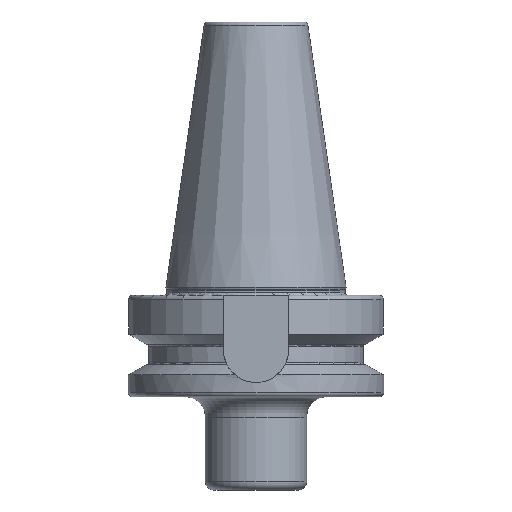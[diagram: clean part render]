
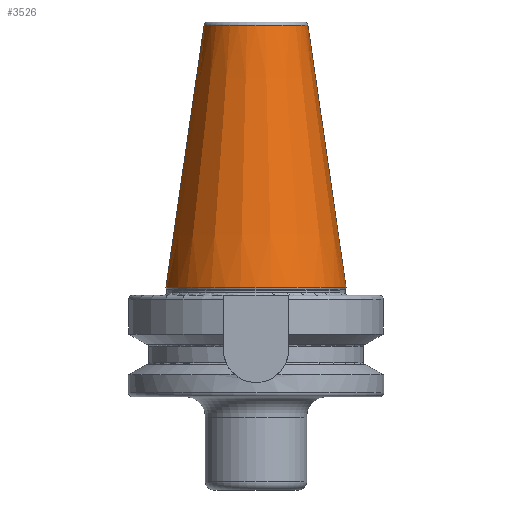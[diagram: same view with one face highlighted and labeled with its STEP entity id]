
A CAD part, left-side view. The second image highlights one B-rep face of the part: STEP entity #3526.
In plain terms, the highlighted conical face has half-angle 8.297 degrees and reference radius 17.519 mm.
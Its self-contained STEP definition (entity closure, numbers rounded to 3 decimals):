
#929=CARTESIAN_POINT('',(0,0,91.544));
#930=DIRECTION('',(0,0,1));
#931=DIRECTION('',(0,1,0));
#932=AXIS2_PLACEMENT_3D('',#929,#930,#931);
#934=DIRECTION('',(0.,0.144,0.99));
#935=VECTOR('',#934,65.227);
#936=CARTESIAN_POINT('',(0,-22.225,27));
#937=LINE('',#936,#935);
#938=CARTESIAN_POINT('',(0,0,27));
#939=DIRECTION('',(0,0,1));
#940=DIRECTION('',(0,1,0));
#941=AXIS2_PLACEMENT_3D('',#938,#939,#940);
#943=DIRECTION('',(0.,-0.144,0.99));
#944=VECTOR('',#943,65.227);
#945=CARTESIAN_POINT('',(0,22.225,27));
#946=LINE('',#945,#944);
#2002=CARTESIAN_POINT('',(0,22.225,27));
#2004=VERTEX_POINT('',#2002);
#2018=CARTESIAN_POINT('',(0,-22.225,27));
#2020=VERTEX_POINT('',#2018);
#2045=CARTESIAN_POINT('',(0,12.812,91.544));
#2046=CARTESIAN_POINT('',(0,-12.812,91.544));
#2047=VERTEX_POINT('',#2045);
#2048=VERTEX_POINT('',#2046);
#3514=CARTESIAN_POINT('',(0,0,59.272));
#3515=DIRECTION('',(0,0,-1));
#3516=DIRECTION('',(0,-1,0));
#3517=AXIS2_PLACEMENT_3D('',#3514,#3515,#3516);
#3518=CONICAL_SURFACE('',#3517,17.519,8.297);
#3519=ORIENTED_EDGE('',*,*,#3473,.T.);
#3520=ORIENTED_EDGE('',*,*,#3503,.F.);
#3522=ORIENTED_EDGE('',*,*,#3521,.F.);
#3523=ORIENTED_EDGE('',*,*,#3499,.T.);
#3524=EDGE_LOOP('',(#3519,#3520,#3522,#3523));
#3525=FACE_OUTER_BOUND('',#3524,.F.);
#3526=ADVANCED_FACE('',(#3525),#3518,.T.);
#933=CIRCLE('',#932,12.812);
#942=CIRCLE('',#941,22.225);
#3473=EDGE_CURVE('',#2047,#2048,#933,.T.);
#3499=EDGE_CURVE('',#2004,#2047,#946,.T.);
#3503=EDGE_CURVE('',#2020,#2048,#937,.T.);
#3521=EDGE_CURVE('',#2004,#2020,#942,.T.);
